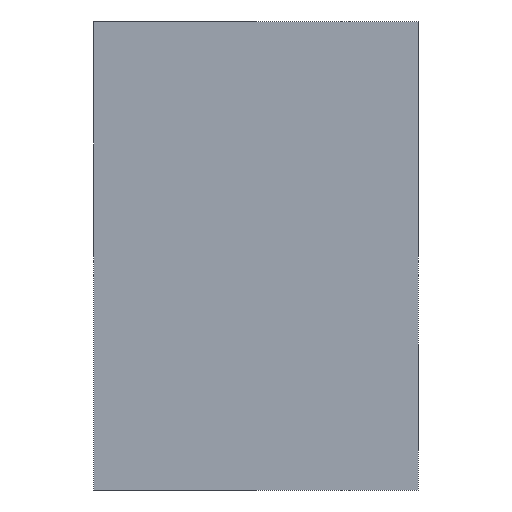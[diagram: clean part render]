
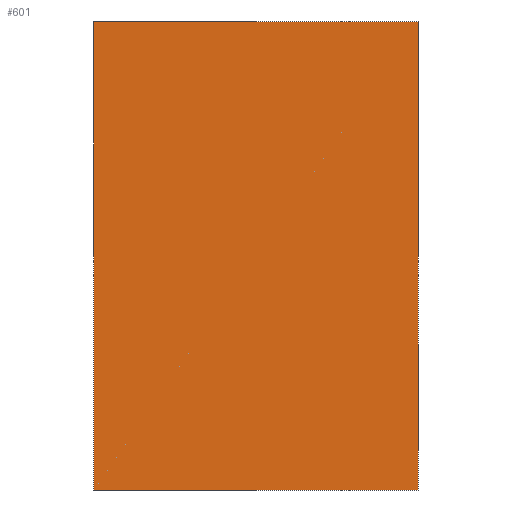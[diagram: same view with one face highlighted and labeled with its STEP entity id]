
A CAD part, left-side view. The second image highlights one B-rep face of the part: STEP entity #601.
In plain terms, the highlighted planar face has unit normal (-1, 0, 0).
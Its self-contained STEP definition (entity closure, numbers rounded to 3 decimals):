
#23 = VECTOR ( 'NONE', #245, 1000. ) ;
#30 = VERTEX_POINT ( 'NONE', #869 ) ;
#41 = VERTEX_POINT ( 'NONE', #405 ) ;
#72 = CARTESIAN_POINT ( 'NONE',  ( -0.425, 0., 0.325 ) ) ;
#76 = DIRECTION ( 'NONE',  ( 0., 0., 1. ) ) ;
#78 = CARTESIAN_POINT ( 'NONE',  ( -0.425, 0.45, -0.325 ) ) ;
#163 = EDGE_CURVE ( 'NONE', #30, #552, #860, .T. ) ;
#196 = CARTESIAN_POINT ( 'NONE',  ( -0.425, 0.45, 0.325 ) ) ;
#203 = EDGE_CURVE ( 'NONE', #41, #552, #481, .T. ) ;
#219 = DIRECTION ( 'NONE',  ( 1., 0., 0. ) ) ;
#242 = EDGE_CURVE ( 'NONE', #312, #41, #747, .T. ) ;
#245 = DIRECTION ( 'NONE',  ( 0., 0., 1. ) ) ;
#247 = ORIENTED_EDGE ( 'NONE', *, *, #163, .T. ) ;
#288 = LINE ( 'NONE', #78, #777 ) ;
#312 = VERTEX_POINT ( 'NONE', #557 ) ;
#387 = CARTESIAN_POINT ( 'NONE',  ( -0.425, 0., 0.325 ) ) ;
#405 = CARTESIAN_POINT ( 'NONE',  ( -0.425, 0.45, 0.325 ) ) ;
#444 = EDGE_LOOP ( 'NONE', ( #247, #849, #856, #653 ) ) ;
#481 = LINE ( 'NONE', #196, #719 ) ;
#542 = FACE_OUTER_BOUND ( 'NONE', #444, .T. ) ;
#550 = DIRECTION ( 'NONE',  ( 0., -1., 0. ) ) ;
#552 = VERTEX_POINT ( 'NONE', #72 ) ;
#557 = CARTESIAN_POINT ( 'NONE',  ( -0.425, 0.45, -0.325 ) ) ;
#592 = EDGE_CURVE ( 'NONE', #312, #30, #288, .T. ) ;
#598 = CARTESIAN_POINT ( 'NONE',  ( -0.425, 0.45, 0.325 ) ) ;
#601 = ADVANCED_FACE ( 'NONE', ( #542 ), #840, .F. ) ;
#616 = CARTESIAN_POINT ( 'NONE',  ( -0.425, 0.45, 0.325 ) ) ;
#653 = ORIENTED_EDGE ( 'NONE', *, *, #592, .T. ) ;
#674 = DIRECTION ( 'NONE',  ( 0., -1., 0. ) ) ;
#697 = DIRECTION ( 'NONE',  ( 0., 0., -1. ) ) ;
#719 = VECTOR ( 'NONE', #674, 1000. ) ;
#747 = LINE ( 'NONE', #598, #776 ) ;
#776 = VECTOR ( 'NONE', #76, 1000. ) ;
#777 = VECTOR ( 'NONE', #550, 1000. ) ;
#840 = PLANE ( 'NONE',  #847 ) ;
#847 = AXIS2_PLACEMENT_3D ( 'NONE', #616, #219, #697 ) ;
#849 = ORIENTED_EDGE ( 'NONE', *, *, #203, .F. ) ;
#856 = ORIENTED_EDGE ( 'NONE', *, *, #242, .F. ) ;
#860 = LINE ( 'NONE', #387, #23 ) ;
#869 = CARTESIAN_POINT ( 'NONE',  ( -0.425, 0., -0.325 ) ) ;
